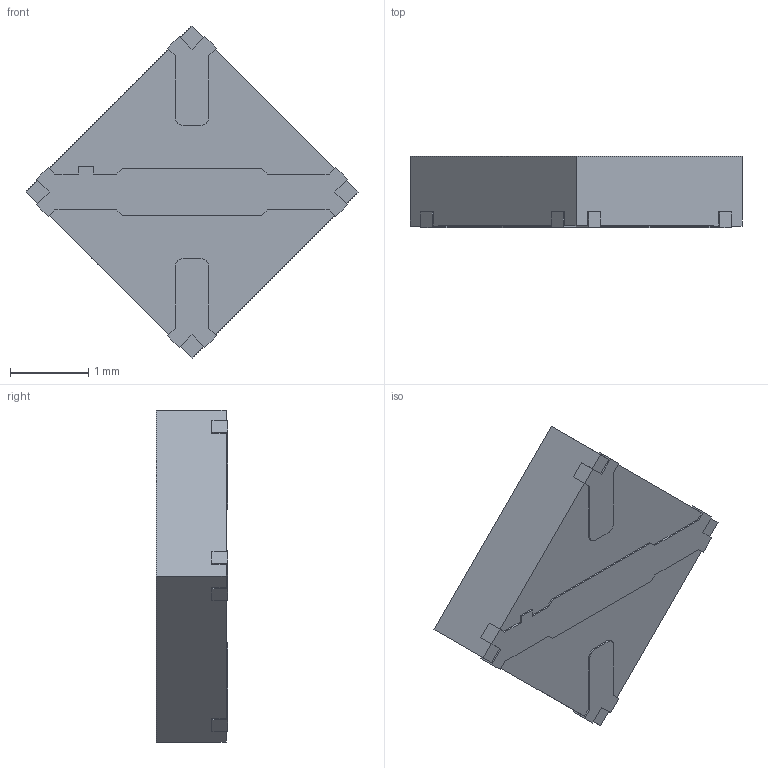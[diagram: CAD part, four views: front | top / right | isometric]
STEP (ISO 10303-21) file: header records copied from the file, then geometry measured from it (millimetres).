
FILE_DESCRIPTION (( 'STEP AP214' ), '1' );
FILE_NAME ('FG873_STEP.STEP', '2024-12-06T09:14:41', ( '' ), ( '' ), 'SwSTEP 2.0', 'SolidWorks 2023', '' );
FILE_SCHEMA (( 'AUTOMOTIVE_DESIGN' ));
Length unit declared in the file: millimetre
Products named in the file (1): FG873_STEP
Bounding box: 4.24 x 0.91 x 4.24 mm (x, y, z)
Volume: 8.1 mm3; surface area: 29.1 mm2
Topology: 1 solids, 1 shells, 172 faces, 482 edges, 322 vertices
Faces by surface type: plane 127, bspline 39, cylinder 6
Entity records: 7711 total; most frequent: CARTESIAN_POINT 3504, ORIENTED_EDGE 964, DIRECTION 684, EDGE_CURVE 482, VECTOR 392, LINE 392, VERTEX_POINT 322, EDGE_LOOP 182
